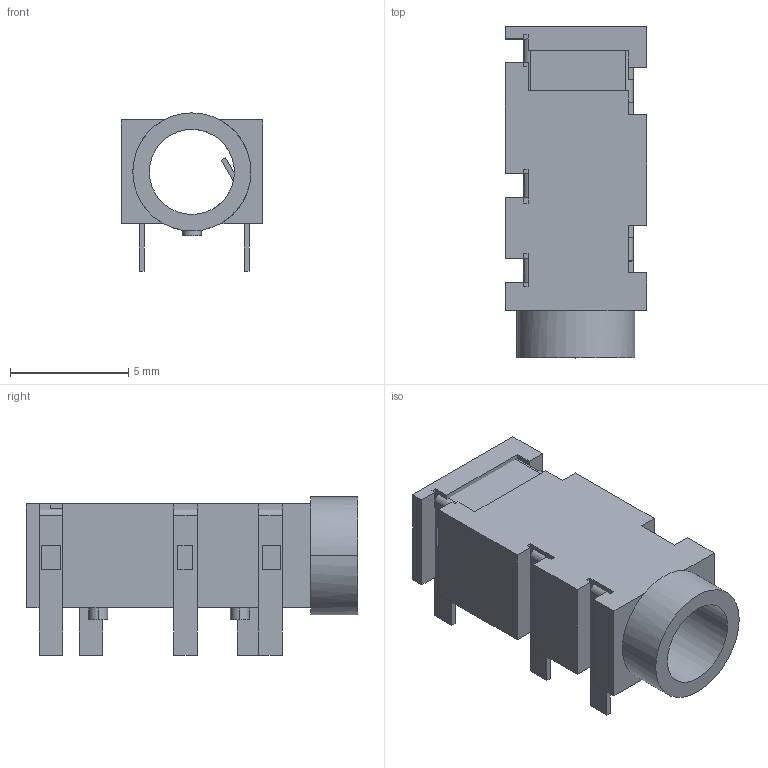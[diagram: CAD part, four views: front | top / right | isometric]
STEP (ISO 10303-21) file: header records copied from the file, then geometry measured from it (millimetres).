
FILE_DESCRIPTION (( 'STEP AP214' ), '1' );
FILE_NAME ('AUDIO-TH_PJ-3270.step', '2022-06-16T10:42:24', ( '' ), ( '' ), 'SwSTEP 2.0', 'SolidWorks 2020', '' );
FILE_SCHEMA (( 'AUTOMOTIVE_DESIGN' ));
Length unit declared in the file: millimetre
Products named in the file (1): AUDIO-TH_PJ-3270
Bounding box: 6.01 x 14.05 x 6.7 mm (x, y, z)
Volume: 200.7 mm3; surface area: 716.4 mm2
Topology: 2 solids, 2 shells, 468 faces, 1292 edges, 853 vertices
Faces by surface type: plane 342, bspline 112, cylinder 14
Entity records: 21139 total; most frequent: CARTESIAN_POINT 4718, ORIENTED_EDGE 2584, DIRECTION 1826, EDGE_CURVE 1292, VECTOR 1016, LINE 1016, VERTEX_POINT 853, EDGE_LOOP 509
